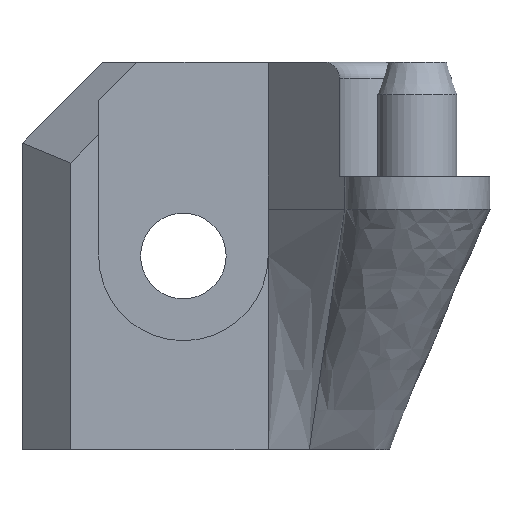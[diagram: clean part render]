
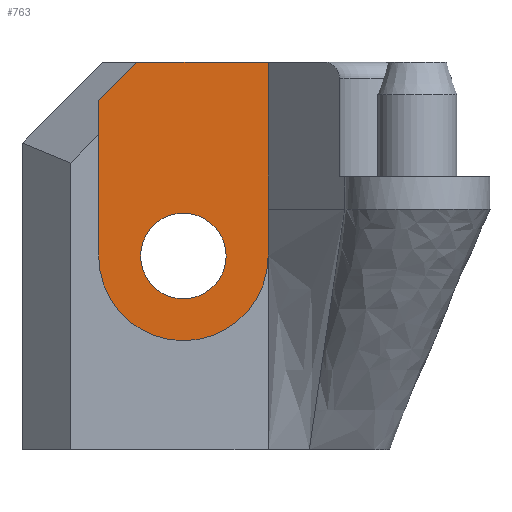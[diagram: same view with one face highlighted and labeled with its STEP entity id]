
A CAD part, left-side view. The second image highlights one B-rep face of the part: STEP entity #763.
In plain terms, the highlighted planar face has unit normal (-1, 0, 0).
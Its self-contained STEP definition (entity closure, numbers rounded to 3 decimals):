
#19=FACE_BOUND('',#122,.T.);
#44=PLANE('',#832);
#78=FACE_OUTER_BOUND('',#121,.T.);
#121=EDGE_LOOP('',(#634,#635,#636,#637,#638));
#122=EDGE_LOOP('',(#639));
#165=LINE('',#1156,#252);
#187=LINE('',#1202,#274);
#195=LINE('',#1217,#282);
#211=LINE('',#1254,#298);
#252=VECTOR('',#916,10.);
#274=VECTOR('',#954,10.);
#282=VECTOR('',#966,10.);
#298=VECTOR('',#996,10.);
#326=CIRCLE('',#833,5.25);
#327=CIRCLE('',#834,2.65);
#360=VERTEX_POINT('',#1153);
#361=VERTEX_POINT('',#1155);
#377=VERTEX_POINT('',#1200);
#382=VERTEX_POINT('',#1215);
#396=VERTEX_POINT('',#1252);
#397=VERTEX_POINT('',#1255);
#438=EDGE_CURVE('',#360,#361,#165,.T.);
#461=EDGE_CURVE('',#377,#360,#187,.T.);
#469=EDGE_CURVE('',#377,#382,#195,.T.);
#487=EDGE_CURVE('',#382,#396,#326,.T.);
#488=EDGE_CURVE('',#396,#361,#211,.T.);
#489=EDGE_CURVE('',#397,#397,#327,.T.);
#634=ORIENTED_EDGE('',*,*,#461,.F.);
#635=ORIENTED_EDGE('',*,*,#469,.T.);
#636=ORIENTED_EDGE('',*,*,#487,.T.);
#637=ORIENTED_EDGE('',*,*,#488,.T.);
#638=ORIENTED_EDGE('',*,*,#438,.F.);
#639=ORIENTED_EDGE('',*,*,#489,.F.);
#763=ADVANCED_FACE('',(#78,#19),#44,.F.);
#832=AXIS2_PLACEMENT_3D('',#1251,#992,#993);
#833=AXIS2_PLACEMENT_3D('',#1253,#994,#995);
#834=AXIS2_PLACEMENT_3D('',#1256,#997,#998);
#916=DIRECTION('',(0.,-1.,0.));
#954=DIRECTION('',(0.,-0.707,0.707));
#966=DIRECTION('',(0.,0.,-1.));
#992=DIRECTION('center_axis',(1.,0.,0.));
#993=DIRECTION('ref_axis',(0.,0.,-1.));
#994=DIRECTION('center_axis',(-1.,0.,0.));
#995=DIRECTION('ref_axis',(0.,-1.,0.));
#996=DIRECTION('',(0.,0.,1.));
#997=DIRECTION('center_axis',(-1.,0.,0.));
#998=DIRECTION('ref_axis',(0.,-1.,0.));
#1153=CARTESIAN_POINT('',(6.9,17.379,7.));
#1155=CARTESIAN_POINT('',(6.9,9.25,7.));
#1156=CARTESIAN_POINT('',(6.9,12.25,7.));
#1200=CARTESIAN_POINT('',(6.9,19.75,4.629));
#1202=CARTESIAN_POINT('',(6.9,19.564,4.814));
#1215=CARTESIAN_POINT('',(6.9,19.75,-5.));
#1217=CARTESIAN_POINT('',(6.9,19.75,-3.313));
#1251=CARTESIAN_POINT('Origin',(6.9,14.5,-1.625));
#1252=CARTESIAN_POINT('',(6.9,9.25,-5.));
#1253=CARTESIAN_POINT('Origin',(6.9,14.5,-5.));
#1254=CARTESIAN_POINT('',(6.9,9.25,2.688));
#1255=CARTESIAN_POINT('',(6.9,17.15,-5.));
#1256=CARTESIAN_POINT('Origin',(6.9,14.5,-5.));
